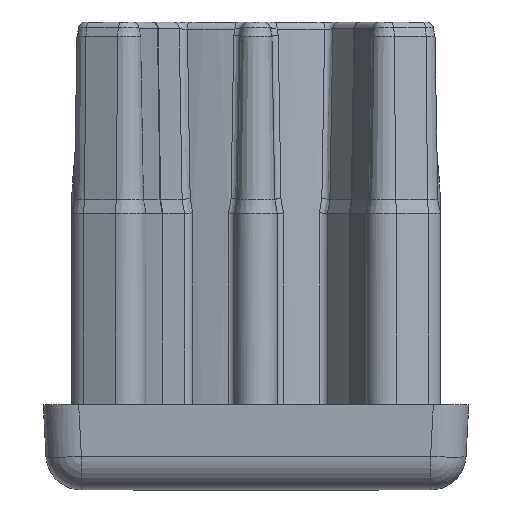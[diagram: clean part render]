
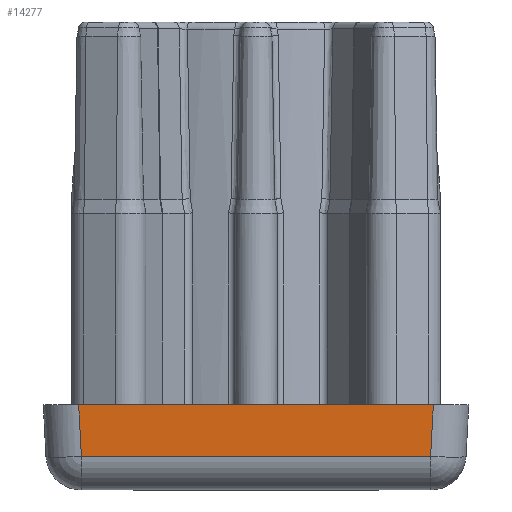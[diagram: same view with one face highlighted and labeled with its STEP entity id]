
A CAD part, front view. The second image highlights one B-rep face of the part: STEP entity #14277.
In plain terms, the highlighted planar face has unit normal (0, -0.999, -0.052).
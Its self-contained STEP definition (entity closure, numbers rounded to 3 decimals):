
#323 = CARTESIAN_POINT ( 'NONE',  ( -12.51, -25.007, 0.13 ) ) ;
#648 = DIRECTION ( 'NONE',  ( 0.052, -0.052, 0.997 ) ) ;
#806 = ORIENTED_EDGE ( 'NONE', *, *, #11551, .T. ) ;
#938 = EDGE_CURVE ( 'NONE', #19912, #23118, #4361, .T. ) ;
#2132 = PLANE ( 'NONE',  #14945 ) ;
#2337 = DIRECTION ( 'NONE',  ( 0.052, 0.052, -0.997 ) ) ;
#4128 = CARTESIAN_POINT ( 'NONE',  ( -15., -24.81, -3.631 ) ) ;
#4148 = DIRECTION ( 'NONE',  ( 0., -0.999, -0.052 ) ) ;
#4361 = LINE ( 'NONE', #323, #14409 ) ;
#6168 = VERTEX_POINT ( 'NONE', #8381 ) ;
#7082 = FACE_OUTER_BOUND ( 'NONE', #16985, .T. ) ;
#7769 = CARTESIAN_POINT ( 'NONE',  ( -12.503, -25., 0. ) ) ;
#7814 = VERTEX_POINT ( 'NONE', #24008 ) ;
#8381 = CARTESIAN_POINT ( 'NONE',  ( 12.313, -24.81, -3.631 ) ) ;
#8556 = CARTESIAN_POINT ( 'NONE',  ( -15., -25., 0. ) ) ;
#10193 = ORIENTED_EDGE ( 'NONE', *, *, #15255, .F. ) ;
#10451 = ORIENTED_EDGE ( 'NONE', *, *, #938, .T. ) ;
#10553 = LINE ( 'NONE', #12656, #11180 ) ;
#11180 = VECTOR ( 'NONE', #648, 1000. ) ;
#11551 = EDGE_CURVE ( 'NONE', #23118, #6168, #15363, .T. ) ;
#12076 = LINE ( 'NONE', #8556, #13905 ) ;
#12656 = CARTESIAN_POINT ( 'NONE',  ( 12.428, -24.925, -1.434 ) ) ;
#13905 = VECTOR ( 'NONE', #18628, 1000. ) ;
#14277 = ADVANCED_FACE ( 'NONE', ( #7082 ), #2132, .T. ) ;
#14409 = VECTOR ( 'NONE', #2337, 1000. ) ;
#14415 = EDGE_CURVE ( 'NONE', #6168, #7814, #10553, .T. ) ;
#14945 = AXIS2_PLACEMENT_3D ( 'NONE', #24144, #4148, #18208 ) ;
#15255 = EDGE_CURVE ( 'NONE', #19912, #7814, #12076, .T. ) ;
#15363 = LINE ( 'NONE', #4128, #15987 ) ;
#15804 = CARTESIAN_POINT ( 'NONE',  ( -12.313, -24.81, -3.631 ) ) ;
#15987 = VECTOR ( 'NONE', #18187, 1000. ) ;
#16985 = EDGE_LOOP ( 'NONE', ( #806, #19366, #10193, #10451 ) ) ;
#18187 = DIRECTION ( 'NONE',  ( 1., 0., 0. ) ) ;
#18208 = DIRECTION ( 'NONE',  ( 0., 0.052, -0.999 ) ) ;
#18628 = DIRECTION ( 'NONE',  ( 1., 0., 0. ) ) ;
#19366 = ORIENTED_EDGE ( 'NONE', *, *, #14415, .T. ) ;
#19912 = VERTEX_POINT ( 'NONE', #7769 ) ;
#23118 = VERTEX_POINT ( 'NONE', #15804 ) ;
#24008 = CARTESIAN_POINT ( 'NONE',  ( 12.503, -25., 0. ) ) ;
#24144 = CARTESIAN_POINT ( 'NONE',  ( -15., -25., 0. ) ) ;
